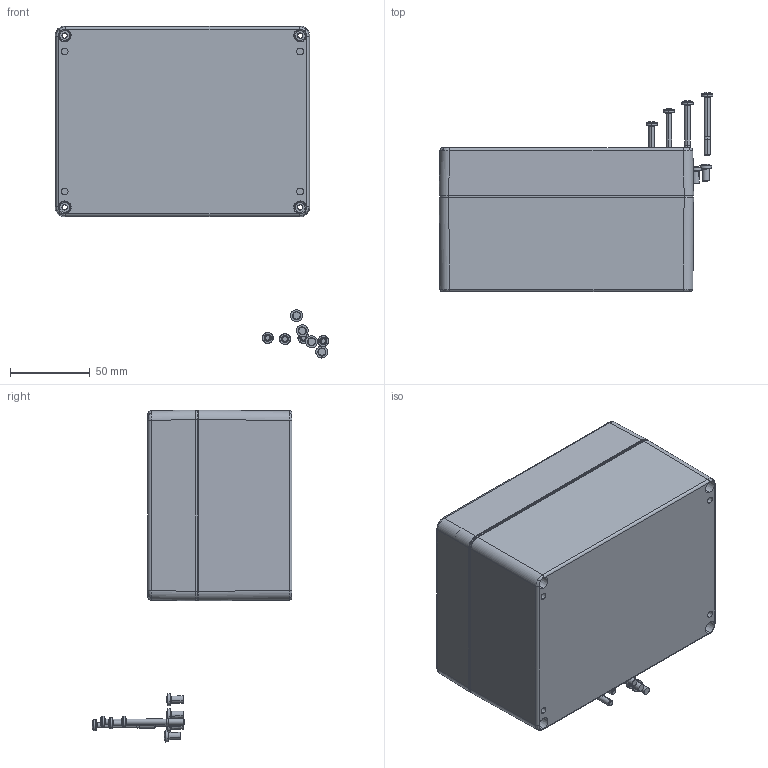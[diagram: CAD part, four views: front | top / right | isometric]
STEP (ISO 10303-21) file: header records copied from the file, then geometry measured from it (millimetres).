
FILE_DESCRIPTION(('FreeCAD Model'),'2;1');
FILE_NAME('16012090.STEP', '2026-03-24T15:28:33',('Author'),(''), 'Open CASCADE STEP processor 7.3','FreeCAD','Unknown');
FILE_SCHEMA(('AUTOMOTIVE_DESIGN { 1 0 10303 214 1 1 1 1 }'));
Length unit declared in the file: millimetre
Products named in the file (9): 16012090; 51006_Standard; 93214_WN1442_D4,5x7,011; 5200.012.0_Standard003; 82002_im_Deckel_eingebaut; 32083_Standard; 31083_Standard001; 31090-Einpressbuchse_Standard003; 31083_Standard
Assembly tree (17 placements, depth 3):
  16012090
    51006_Standard
      93214_WN1442_D4,5x7,011  x4
      5200.012.0_Standard003  x4
    82002_im_Deckel_eingebaut
    32083_Standard
    31083_Standard001
      31090-Einpressbuchse_Standard003  x4
      31083_Standard
Bounding box: 172.06 x 125.64 x 208.69 mm (x, y, z)
Volume: 295464.1 mm3; surface area: 198638.4 mm2
Topology: 15 solids, 15 shells, 1616 faces, 3965 edges, 2403 vertices
Faces by surface type: plane 603, bspline 354, cylinder 295, cone 188, torus 160, revolution 8, sphere 8
Entity records: 47926 total; most frequent: CARTESIAN_POINT 21921, ORIENTED_EDGE 5726, DIRECTION 4714, EDGE_CURVE 2863, AXIS2_PLACEMENT_3D 1804, VERTEX_POINT 1713, FACE_BOUND 1268, EDGE_LOOP 1268
